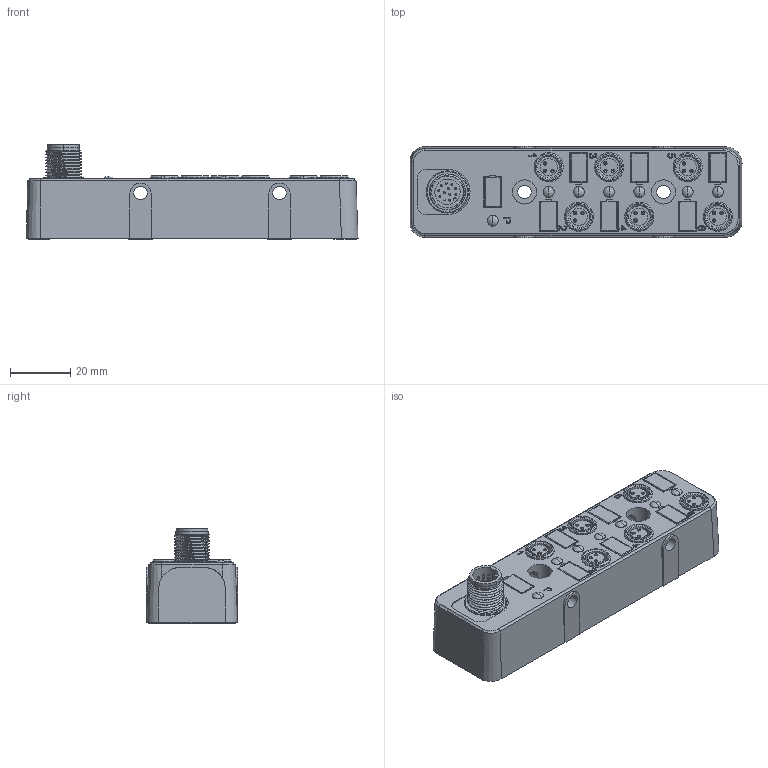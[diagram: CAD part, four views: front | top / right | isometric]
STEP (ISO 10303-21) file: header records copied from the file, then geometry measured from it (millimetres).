
FILE_DESCRIPTION((''),'2;1');
FILE_NAME('ELCO_ESP6-8-2X-Q12','2024-11-06T16:06:34',('elco'),(''),'CREO PARAMETRIC BY PTC INC, 2022424','CREO PARAMETRIC BY PTC INC, 2022424','');
FILE_SCHEMA(('CONFIG_CONTROL_DESIGN'));
Products named in the file (1): ELCO_ESP6-8-2X-Q12
Bounding box: 109.88 x 30.4 x 31.3 mm (x, y, z)
Volume: 60222.6 mm3; surface area: 21041.6 mm2
Topology: 1 solids, 26 shells, 2580 faces, 7431 edges, 4956 vertices
Faces by surface type: plane 1853, cylinder 460, bspline 147, cone 64, sphere 36, torus 18, extrusion 2
Entity records: 95604 total; most frequent: CARTESIAN_POINT 29061, ORIENTED_EDGE 14718, DIRECTION 12473, EDGE_CURVE 7359, VECTOR 5203, LINE 5201, VERTEX_POINT 4956, AXIS2_PLACEMENT_3D 3635
